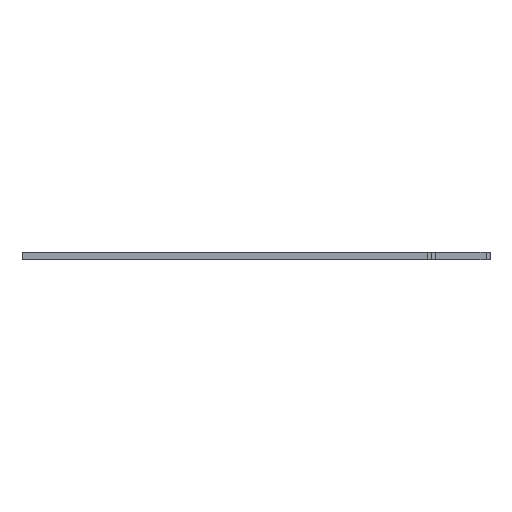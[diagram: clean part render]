
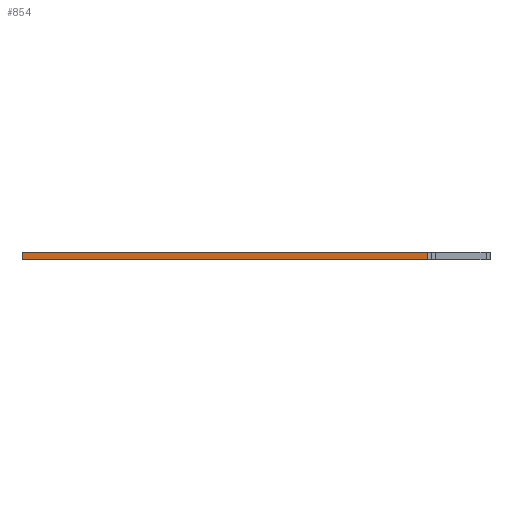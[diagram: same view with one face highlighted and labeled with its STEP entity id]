
A CAD part, left-side view. The second image highlights one B-rep face of the part: STEP entity #854.
In plain terms, the highlighted planar face has unit normal (-1, 0, 0).
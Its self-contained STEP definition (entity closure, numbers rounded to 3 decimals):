
#148=FACE_OUTER_BOUND('',#205,.T.);
#205=EDGE_LOOP('',(#709,#710,#711,#712));
#242=LINE('',#1251,#310);
#255=LINE('',#1298,#323);
#283=LINE('',#1418,#351);
#284=LINE('',#1420,#352);
#310=VECTOR('',#990,10.);
#323=VECTOR('',#1027,10.);
#351=VECTOR('',#1163,10.);
#352=VECTOR('',#1166,10.);
#377=VERTEX_POINT('',#1248);
#378=VERTEX_POINT('',#1250);
#400=VERTEX_POINT('',#1296);
#438=VERTEX_POINT('',#1416);
#458=EDGE_CURVE('',#377,#378,#242,.T.);
#482=EDGE_CURVE('',#400,#377,#255,.T.);
#542=EDGE_CURVE('',#438,#400,#283,.T.);
#543=EDGE_CURVE('',#378,#438,#284,.T.);
#709=ORIENTED_EDGE('',*,*,#458,.F.);
#710=ORIENTED_EDGE('',*,*,#482,.F.);
#711=ORIENTED_EDGE('',*,*,#542,.F.);
#712=ORIENTED_EDGE('',*,*,#543,.F.);
#821=PLANE('',#953);
#854=ADVANCED_FACE('',(#148),#821,.T.);
#953=AXIS2_PLACEMENT_3D('',#1419,#1164,#1165);
#990=DIRECTION('',(0.,0.,1.));
#1027=DIRECTION('',(0.,1.,0.));
#1163=DIRECTION('',(0.,0.,-1.));
#1164=DIRECTION('center_axis',(-1.,0.,0.));
#1165=DIRECTION('ref_axis',(0.,1.,0.));
#1166=DIRECTION('',(0.,-1.,0.));
#1248=CARTESIAN_POINT('',(-249.,0.5,-4.));
#1250=CARTESIAN_POINT('',(-249.,0.5,0.));
#1251=CARTESIAN_POINT('',(-249.,0.5,-1.));
#1296=CARTESIAN_POINT('',(-249.,-207.,-4.));
#1298=CARTESIAN_POINT('',(-249.,239.,-4.));
#1416=CARTESIAN_POINT('',(-249.,-207.,0.));
#1418=CARTESIAN_POINT('',(-249.,-207.,0.));
#1419=CARTESIAN_POINT('Origin',(-249.,-209.,0.));
#1420=CARTESIAN_POINT('',(-249.,239.,0.));
